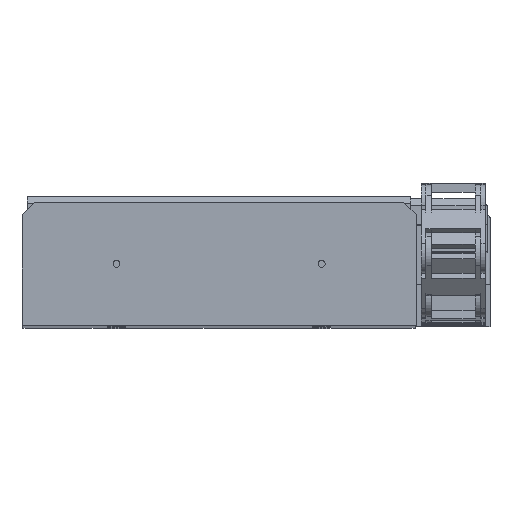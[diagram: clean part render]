
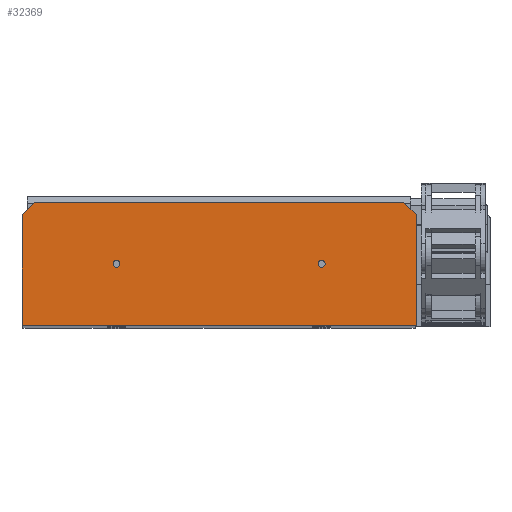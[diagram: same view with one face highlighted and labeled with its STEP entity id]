
A CAD part, top view. The second image highlights one B-rep face of the part: STEP entity #32369.
In plain terms, the highlighted planar face has unit normal (0, 0, 1).
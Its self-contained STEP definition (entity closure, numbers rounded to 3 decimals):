
#941 = CARTESIAN_POINT ( 'NONE',  ( 37.5, 22.8, 283.95 ) ) ;
#983 = VECTOR ( 'NONE', #19304, 1000. ) ;
#1196 = CIRCLE ( 'NONE', #1975, 1.25 ) ;
#1734 = AXIS2_PLACEMENT_3D ( 'NONE', #16360, #38618, #27746 ) ;
#1975 = AXIS2_PLACEMENT_3D ( 'NONE', #35942, #28048, #5266 ) ;
#2543 = FACE_OUTER_BOUND ( 'NONE', #10111, .T. ) ;
#3452 = AXIS2_PLACEMENT_3D ( 'NONE', #941, #30167, #26440 ) ;
#3662 = EDGE_LOOP ( 'NONE', ( #45764, #40555 ) ) ;
#3733 = ORIENTED_EDGE ( 'NONE', *, *, #39963, .T. ) ;
#4072 = DIRECTION ( 'NONE',  ( 1., 0., 0. ) ) ;
#4298 = EDGE_CURVE ( 'NONE', #17611, #13535, #35457, .T. ) ;
#5266 = DIRECTION ( 'NONE',  ( 1., 0., 0. ) ) ;
#6990 = DIRECTION ( 'NONE',  ( 1., 0., 0. ) ) ;
#7112 = AXIS2_PLACEMENT_3D ( 'NONE', #34722, #8024, #4072 ) ;
#7570 = ORIENTED_EDGE ( 'NONE', *, *, #4298, .T. ) ;
#8024 = DIRECTION ( 'NONE',  ( 0., 0., 1. ) ) ;
#8122 = EDGE_LOOP ( 'NONE', ( #21088, #32612 ) ) ;
#8241 = CARTESIAN_POINT ( 'NONE',  ( 38.75, 22.8, 283.95 ) ) ;
#9167 = EDGE_CURVE ( 'NONE', #18629, #11357, #38690, .T. ) ;
#9225 = LINE ( 'NONE', #27793, #30638 ) ;
#9367 = VERTEX_POINT ( 'NONE', #47516 ) ;
#9492 = CARTESIAN_POINT ( 'NONE',  ( 36.25, 22.8, 283.95 ) ) ;
#9970 = VECTOR ( 'NONE', #39601, 1000. ) ;
#10111 = EDGE_LOOP ( 'NONE', ( #7570, #12597, #32655, #11974, #24747, #3733 ) ) ;
#10770 = VECTOR ( 'NONE', #28543, 1000. ) ;
#10897 = LINE ( 'NONE', #18578, #983 ) ;
#11211 = CIRCLE ( 'NONE', #1734, 1.25 ) ;
#11357 = VERTEX_POINT ( 'NONE', #35778 ) ;
#11974 = ORIENTED_EDGE ( 'NONE', *, *, #48486, .T. ) ;
#12597 = ORIENTED_EDGE ( 'NONE', *, *, #48567, .T. ) ;
#13535 = VERTEX_POINT ( 'NONE', #43067 ) ;
#13935 = VECTOR ( 'NONE', #40383, 1000. ) ;
#14425 = FACE_BOUND ( 'NONE', #3662, .T. ) ;
#16360 = CARTESIAN_POINT ( 'NONE',  ( 37.5, 22.8, 283.95 ) ) ;
#17611 = VERTEX_POINT ( 'NONE', #26687 ) ;
#18578 = CARTESIAN_POINT ( 'NONE',  ( -72., 0.3, 283.95 ) ) ;
#18629 = VERTEX_POINT ( 'NONE', #21965 ) ;
#19304 = DIRECTION ( 'NONE',  ( 1., 0., 0. ) ) ;
#19768 = VECTOR ( 'NONE', #20885, 1000. ) ;
#20369 = CARTESIAN_POINT ( 'NONE',  ( -67.5, 45.3, 283.95 ) ) ;
#20698 = VERTEX_POINT ( 'NONE', #9492 ) ;
#20883 = CARTESIAN_POINT ( 'NONE',  ( -72., 40.8, 283.95 ) ) ;
#20885 = DIRECTION ( 'NONE',  ( 0., 1., 0. ) ) ;
#21088 = ORIENTED_EDGE ( 'NONE', *, *, #37592, .F. ) ;
#21959 = AXIS2_PLACEMENT_3D ( 'NONE', #32473, #47757, #6990 ) ;
#21965 = CARTESIAN_POINT ( 'NONE',  ( -36.25, 22.8, 283.95 ) ) ;
#22109 = CARTESIAN_POINT ( 'NONE',  ( 67.5, 45.3, 283.95 ) ) ;
#24496 = VERTEX_POINT ( 'NONE', #8241 ) ;
#24527 = CARTESIAN_POINT ( 'NONE',  ( -72., 40.8, 283.95 ) ) ;
#24589 = CARTESIAN_POINT ( 'NONE',  ( 72., 40.8, 283.95 ) ) ;
#24747 = ORIENTED_EDGE ( 'NONE', *, *, #48879, .T. ) ;
#26202 = CARTESIAN_POINT ( 'NONE',  ( -72., 40.8, 283.95 ) ) ;
#26440 = DIRECTION ( 'NONE',  ( 1., 0., 0. ) ) ;
#26687 = CARTESIAN_POINT ( 'NONE',  ( 72., 0.3, 283.95 ) ) ;
#27743 = EDGE_CURVE ( 'NONE', #20698, #24496, #34917, .T. ) ;
#27746 = DIRECTION ( 'NONE',  ( 1., 0., 0. ) ) ;
#27767 = VERTEX_POINT ( 'NONE', #26202 ) ;
#27793 = CARTESIAN_POINT ( 'NONE',  ( -67.5, 45.3, 283.95 ) ) ;
#28048 = DIRECTION ( 'NONE',  ( 0., 0., 1. ) ) ;
#28543 = DIRECTION ( 'NONE',  ( -0.707, -0.707, 0. ) ) ;
#29513 = PLANE ( 'NONE',  #21959 ) ;
#30016 = LINE ( 'NONE', #22109, #13935 ) ;
#30167 = DIRECTION ( 'NONE',  ( 0., 0., 1. ) ) ;
#30638 = VECTOR ( 'NONE', #35939, 1000. ) ;
#32162 = EDGE_CURVE ( 'NONE', #9367, #32238, #9225, .T. ) ;
#32238 = VERTEX_POINT ( 'NONE', #20369 ) ;
#32369 = ADVANCED_FACE ( 'NONE', ( #14425, #39881, #2543 ), #29513, .T. ) ;
#32473 = CARTESIAN_POINT ( 'NONE',  ( 0., 0., 283.95 ) ) ;
#32612 = ORIENTED_EDGE ( 'NONE', *, *, #27743, .F. ) ;
#32655 = ORIENTED_EDGE ( 'NONE', *, *, #32162, .T. ) ;
#34722 = CARTESIAN_POINT ( 'NONE',  ( -37.5, 22.8, 283.95 ) ) ;
#34917 = CIRCLE ( 'NONE', #3452, 1.25 ) ;
#35457 = LINE ( 'NONE', #24589, #19768 ) ;
#35778 = CARTESIAN_POINT ( 'NONE',  ( -38.75, 22.8, 283.95 ) ) ;
#35939 = DIRECTION ( 'NONE',  ( -1., 0., 0. ) ) ;
#35942 = CARTESIAN_POINT ( 'NONE',  ( -37.5, 22.8, 283.95 ) ) ;
#36127 = LINE ( 'NONE', #24527, #9970 ) ;
#37592 = EDGE_CURVE ( 'NONE', #24496, #20698, #11211, .T. ) ;
#38618 = DIRECTION ( 'NONE',  ( 0., 0., 1. ) ) ;
#38690 = CIRCLE ( 'NONE', #7112, 1.25 ) ;
#39601 = DIRECTION ( 'NONE',  ( 0., -1., 0. ) ) ;
#39881 = FACE_BOUND ( 'NONE', #8122, .T. ) ;
#39894 = LINE ( 'NONE', #20883, #10770 ) ;
#39963 = EDGE_CURVE ( 'NONE', #40640, #17611, #10897, .T. ) ;
#40383 = DIRECTION ( 'NONE',  ( -0.707, 0.707, 0. ) ) ;
#40555 = ORIENTED_EDGE ( 'NONE', *, *, #46059, .F. ) ;
#40640 = VERTEX_POINT ( 'NONE', #42687 ) ;
#42687 = CARTESIAN_POINT ( 'NONE',  ( -72., 0.3, 283.95 ) ) ;
#43067 = CARTESIAN_POINT ( 'NONE',  ( 72., 40.8, 283.95 ) ) ;
#45764 = ORIENTED_EDGE ( 'NONE', *, *, #9167, .F. ) ;
#46059 = EDGE_CURVE ( 'NONE', #11357, #18629, #1196, .T. ) ;
#47516 = CARTESIAN_POINT ( 'NONE',  ( 67.5, 45.3, 283.95 ) ) ;
#47757 = DIRECTION ( 'NONE',  ( 0., 0., 1. ) ) ;
#48486 = EDGE_CURVE ( 'NONE', #32238, #27767, #39894, .T. ) ;
#48567 = EDGE_CURVE ( 'NONE', #13535, #9367, #30016, .T. ) ;
#48879 = EDGE_CURVE ( 'NONE', #27767, #40640, #36127, .T. ) ;
